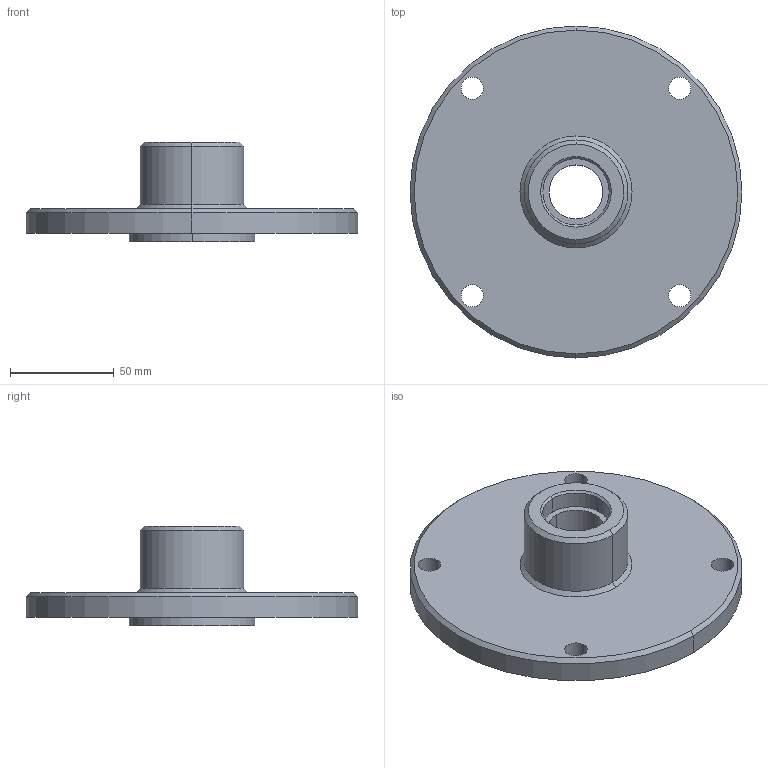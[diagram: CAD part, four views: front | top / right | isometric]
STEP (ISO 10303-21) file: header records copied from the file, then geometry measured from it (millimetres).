
FILE_DESCRIPTION(('CATIA V5 STEP Exchange'),'2;1');
FILE_NAME('moyeu.stp','2019-02-13T09:12:22+00:00',('none'),('none'),'CATIA Version 5-6 Release 2015 SP4','CATIA V5 STEP AP203','none');
FILE_SCHEMA(('CONFIG_CONTROL_DESIGN'));
Length unit declared in the file: millimetre
Products named in the file (1): Part4
Bounding box: 160 x 160 x 48 mm (x, y, z)
Volume: 279720.8 mm3; surface area: 55047.6 mm2
Topology: 1 solids, 1 shells, 36 faces, 80 edges, 50 vertices
Faces by surface type: cylinder 20, cone 10, plane 6
Entity records: 970 total; most frequent: ORIENTED_EDGE 160, CARTESIAN_POINT 156, DIRECTION 130, EDGE_CURVE 80, AXIS2_PLACEMENT_3D 76, CIRCLE 50, EDGE_LOOP 50, VERTEX_POINT 50
